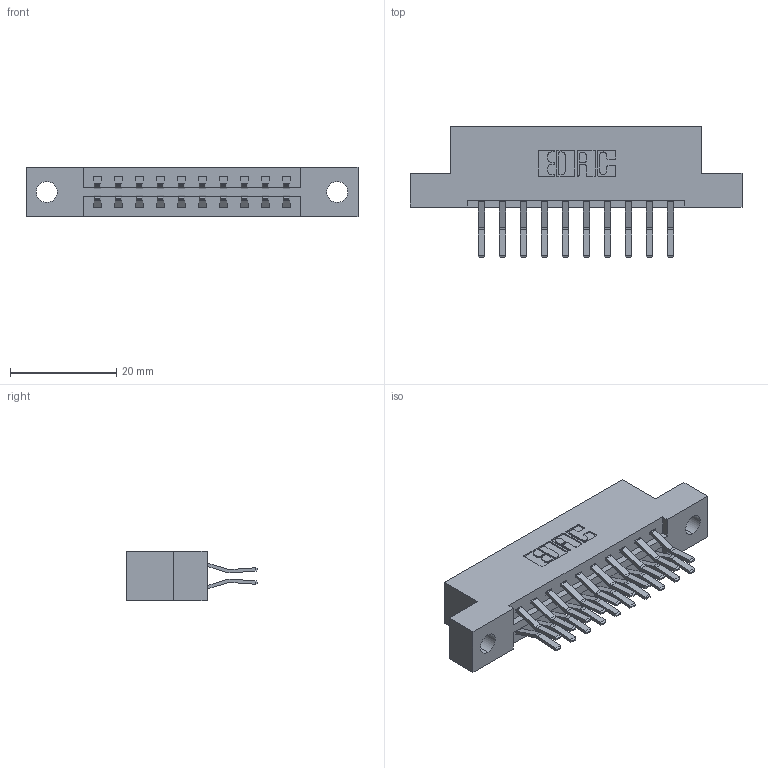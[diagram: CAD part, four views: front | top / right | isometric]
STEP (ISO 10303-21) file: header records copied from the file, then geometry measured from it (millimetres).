
FILE_DESCRIPTION (( 'STEP AP203' ), '1' );
FILE_NAME ('337-020-560-204.STEP', '2019-10-08T14:25:21', ( '' ), ( '' ), 'SwSTEP 2.0', 'SolidWorks 2016', '' );
FILE_SCHEMA (( 'CONFIG_CONTROL_DESIGN' ));
Length unit declared in the file: inch
Products named in the file (3): 337-020-560-204; 345-292-001_560 Tail; 337 Part_Flush Mounting Lugs - 0.156 Dia-TH
Assembly tree (21 placements, depth 2):
  337-020-560-204
    337 Part_Flush Mounting Lugs - 0.156 Dia-TH
    345-292-001_560 Tail  x20
Bounding box: 62.64 x 24.78 x 9.4 mm (x, y, z)
Volume: 6218.4 mm3; surface area: 6895.9 mm2
Topology: 21 solids, 21 shells, 1234 faces, 3651 edges, 2406 vertices
Faces by surface type: plane 830, cylinder 404
Entity records: 11983 total; most frequent: CARTESIAN_POINT 2046, ORIENTED_EDGE 1982, DIRECTION 1803, EDGE_CURVE 991, VECTOR 859, LINE 859, VERTEX_POINT 658, AXIS2_PLACEMENT_3D 472
